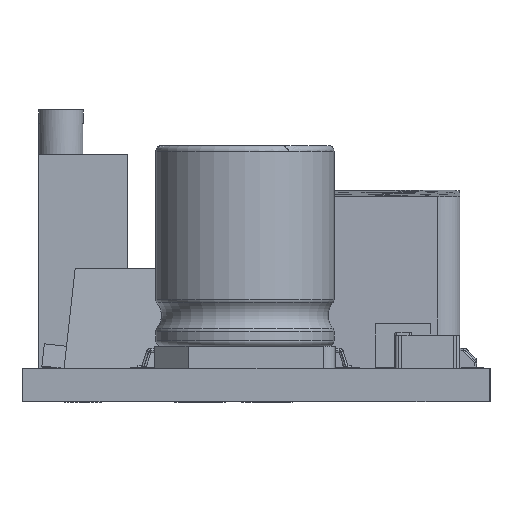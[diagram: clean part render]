
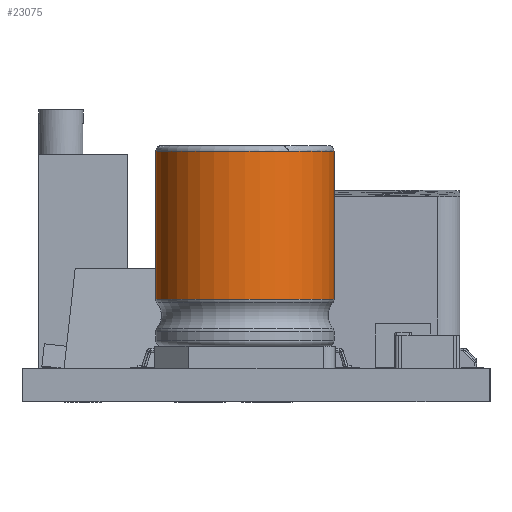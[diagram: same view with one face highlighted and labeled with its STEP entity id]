
A CAD part, left-side view. The second image highlights one B-rep face of the part: STEP entity #23075.
In plain terms, the highlighted cylindrical face has radius 4 mm (diameter 8 mm), a full revolution.
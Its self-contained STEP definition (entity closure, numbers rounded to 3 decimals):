
#234=CYLINDRICAL_SURFACE('',#24550,4.);
#1425=CIRCLE('',#24547,4.);
#1426=CIRCLE('',#24548,4.);
#1428=CIRCLE('',#24551,4.);
#1429=CIRCLE('',#24552,4.);
#2306=FACE_OUTER_BOUND('',#3556,.T.);
#3556=EDGE_LOOP('',(#18845,#18846,#18847,#18848,#18849,#18850));
#5631=LINE('',#51260,#7827);
#7827=VECTOR('',#29035,4.);
#10298=VERTEX_POINT('',#51250);
#10299=VERTEX_POINT('',#51251);
#10300=VERTEX_POINT('',#51256);
#10301=VERTEX_POINT('',#51257);
#13296=EDGE_CURVE('',#10298,#10299,#1425,.T.);
#13297=EDGE_CURVE('',#10299,#10298,#1426,.T.);
#13299=EDGE_CURVE('',#10300,#10301,#1428,.T.);
#13300=EDGE_CURVE('',#10301,#10300,#1429,.T.);
#13301=EDGE_CURVE('',#10301,#10299,#5631,.T.);
#18845=ORIENTED_EDGE('',*,*,#13299,.F.);
#18846=ORIENTED_EDGE('',*,*,#13300,.F.);
#18847=ORIENTED_EDGE('',*,*,#13301,.T.);
#18848=ORIENTED_EDGE('',*,*,#13297,.T.);
#18849=ORIENTED_EDGE('',*,*,#13296,.T.);
#18850=ORIENTED_EDGE('',*,*,#13301,.F.);
#23075=ADVANCED_FACE('',(#2306),#234,.T.);
#24547=AXIS2_PLACEMENT_3D('',#51252,#29023,#29024);
#24548=AXIS2_PLACEMENT_3D('',#51253,#29025,#29026);
#24550=AXIS2_PLACEMENT_3D('',#51255,#29029,#29030);
#24551=AXIS2_PLACEMENT_3D('',#51258,#29031,#29032);
#24552=AXIS2_PLACEMENT_3D('',#51259,#29033,#29034);
#29023=DIRECTION('center_axis',(0.,0.,
1.));
#29024=DIRECTION('ref_axis',(1.,0.,0.));
#29025=DIRECTION('center_axis',(0.,0.,
1.));
#29026=DIRECTION('ref_axis',(1.,0.,0.));
#29029=DIRECTION('center_axis',(0.,0.,
1.));
#29030=DIRECTION('ref_axis',(1.,0.,0.));
#29031=DIRECTION('center_axis',(0.,0.,
1.));
#29032=DIRECTION('ref_axis',(1.,0.,0.));
#29033=DIRECTION('center_axis',(0.,0.,
1.));
#29034=DIRECTION('ref_axis',(1.,0.,0.));
#29035=DIRECTION('',(0.,0.,-1.));
#51250=CARTESIAN_POINT('',(-17.141,37.189,27.971));
#51251=CARTESIAN_POINT('',(-25.141,37.189,27.971));
#51252=CARTESIAN_POINT('Origin',(-21.141,37.189,27.971));
#51253=CARTESIAN_POINT('Origin',(-21.141,37.189,27.971));
#51255=CARTESIAN_POINT('Origin',(-21.141,37.189,34.875));
#51256=CARTESIAN_POINT('',(-17.141,37.189,34.625));
#51257=CARTESIAN_POINT('',(-25.141,37.189,34.625));
#51258=CARTESIAN_POINT('Origin',(-21.141,37.189,34.625));
#51259=CARTESIAN_POINT('Origin',(-21.141,37.189,34.625));
#51260=CARTESIAN_POINT('',(-25.141,37.189,34.875));
